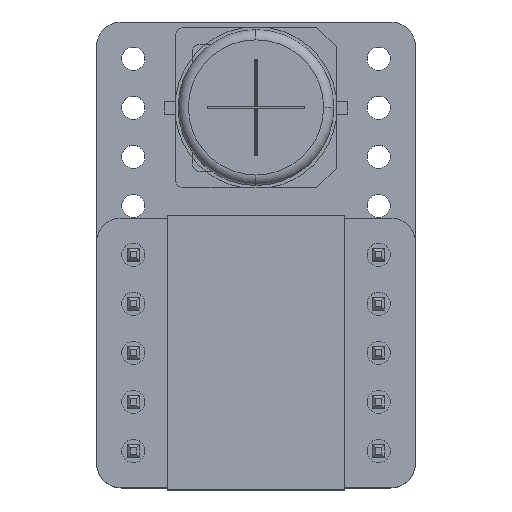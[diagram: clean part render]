
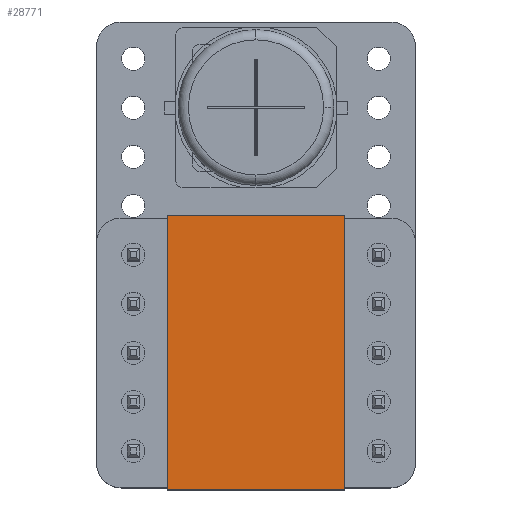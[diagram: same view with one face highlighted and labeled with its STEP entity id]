
A CAD part, top view. The second image highlights one B-rep face of the part: STEP entity #28771.
In plain terms, the highlighted planar face has unit normal (0, 0, 1).
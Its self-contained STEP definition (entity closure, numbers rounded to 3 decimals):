
#28707 = VERTEX_POINT('',#28708);
#28708 = CARTESIAN_POINT('',(-4.6,-12.18,10.));
#28714 = EDGE_CURVE('',#28707,#28715,#28717,.T.);
#28715 = VERTEX_POINT('',#28716);
#28716 = CARTESIAN_POINT('',(-4.6,2.02,10.));
#28717 = LINE('',#28718,#28719);
#28718 = CARTESIAN_POINT('',(-4.6,-12.18,10.));
#28719 = VECTOR('',#28720,1.);
#28720 = DIRECTION('',(0.,1.,0.));
#28747 = VERTEX_POINT('',#28748);
#28748 = CARTESIAN_POINT('',(4.6,-12.18,10.));
#28754 = EDGE_CURVE('',#28747,#28707,#28755,.T.);
#28755 = LINE('',#28756,#28757);
#28756 = CARTESIAN_POINT('',(4.6,-12.18,10.));
#28757 = VECTOR('',#28758,1.);
#28758 = DIRECTION('',(-1.,0.,0.));
#28771 = ADVANCED_FACE('',(#28772),#28790,.T.);
#28772 = FACE_BOUND('',#28773,.F.);
#28773 = EDGE_LOOP('',(#28774,#28775,#28783,#28789));
#28774 = ORIENTED_EDGE('',*,*,#28714,.T.);
#28775 = ORIENTED_EDGE('',*,*,#28776,.T.);
#28776 = EDGE_CURVE('',#28715,#28777,#28779,.T.);
#28777 = VERTEX_POINT('',#28778);
#28778 = CARTESIAN_POINT('',(4.6,2.02,10.));
#28779 = LINE('',#28780,#28781);
#28780 = CARTESIAN_POINT('',(-4.6,2.02,10.));
#28781 = VECTOR('',#28782,1.);
#28782 = DIRECTION('',(1.,0.,0.));
#28783 = ORIENTED_EDGE('',*,*,#28784,.T.);
#28784 = EDGE_CURVE('',#28777,#28747,#28785,.T.);
#28785 = LINE('',#28786,#28787);
#28786 = CARTESIAN_POINT('',(4.6,2.02,10.));
#28787 = VECTOR('',#28788,1.);
#28788 = DIRECTION('',(0.,-1.,0.));
#28789 = ORIENTED_EDGE('',*,*,#28754,.T.);
#28790 = PLANE('',#28791);
#28791 = AXIS2_PLACEMENT_3D('',#28792,#28793,#28794);
#28792 = CARTESIAN_POINT('',(-4.6,-12.18,10.));
#28793 = DIRECTION('',(0.,0.,1.));
#28794 = DIRECTION('',(0.,1.,0.));
